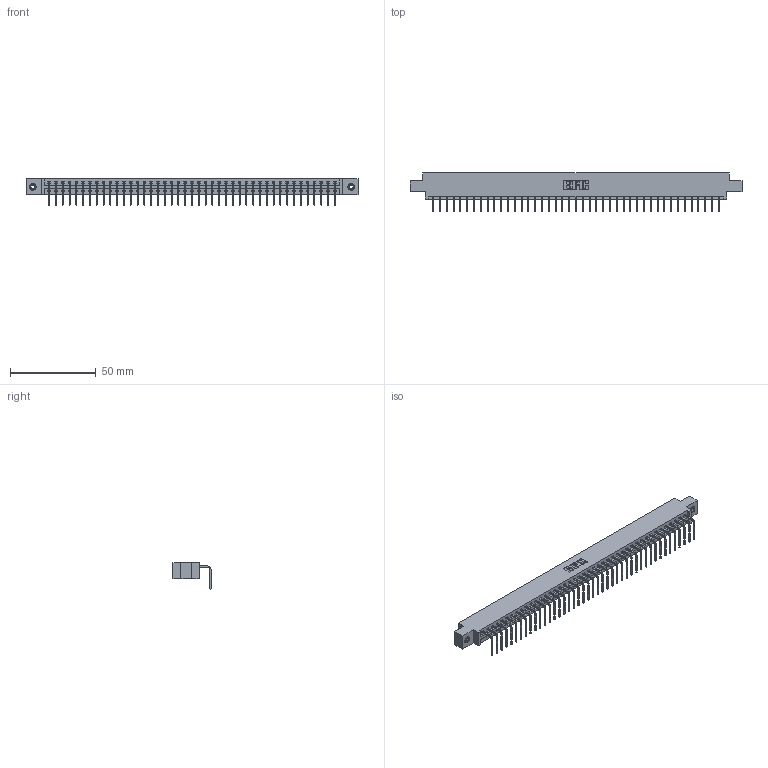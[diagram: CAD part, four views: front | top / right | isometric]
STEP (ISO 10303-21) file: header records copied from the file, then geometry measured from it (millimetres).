
FILE_DESCRIPTION (( 'STEP AP203' ), '1' );
FILE_NAME ('387-043-558-608.STEP', '2018-09-20T01:22:09', ( '' ), ( '' ), 'SwSTEP 2.0', 'SolidWorks 2016', '' );
FILE_SCHEMA (( 'CONFIG_CONTROL_DESIGN' ));
Length unit declared in the file: inch
Products named in the file (4): 337 Part_0.170 Offset - 0.156 Dia-TI; 345-292-001_558 Tail - 2; 345-250-001_345-250-003-102; 387-043-558-608
Assembly tree (46 placements, depth 2):
  387-043-558-608
    337 Part_0.170 Offset - 0.156 Dia-TI
    345-292-001_558 Tail - 2  x43
    345-250-001_345-250-003-102  x2
Bounding box: 193.4 x 22.17 x 15.37 mm (x, y, z)
Volume: 20132 mm3; surface area: 21815.3 mm2
Topology: 46 solids, 46 shells, 2930 faces, 8801 edges, 5802 vertices
Faces by surface type: plane 2170, cylinder 744, cone 12, torus 4
Entity records: 33236 total; most frequent: CARTESIAN_POINT 5770, ORIENTED_EDGE 5742, DIRECTION 4887, EDGE_CURVE 2871, VECTOR 2723, LINE 2723, VERTEX_POINT 1908, AXIS2_PLACEMENT_3D 1082
